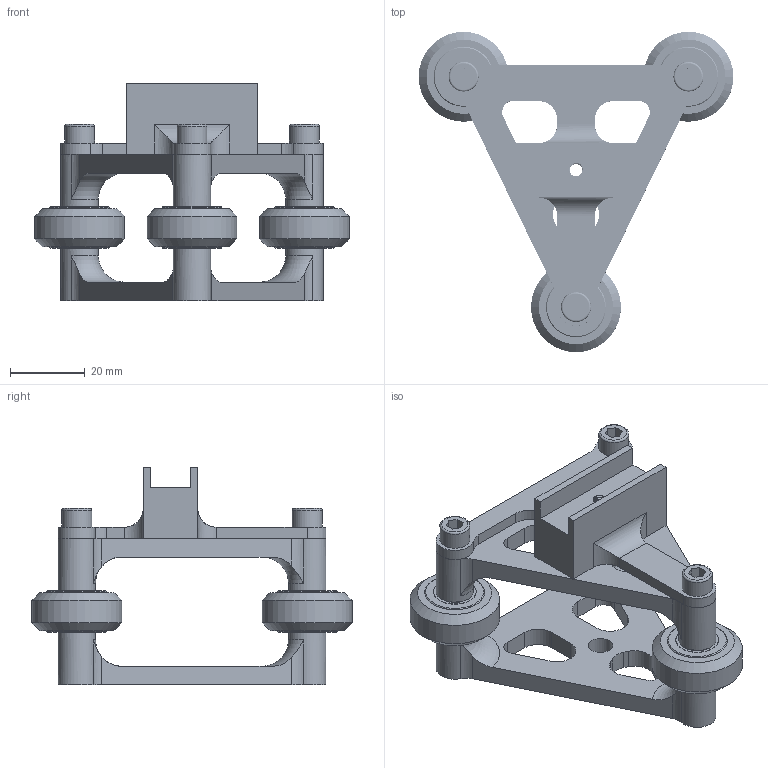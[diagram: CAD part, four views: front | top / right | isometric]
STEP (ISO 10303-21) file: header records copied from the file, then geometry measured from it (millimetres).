
FILE_DESCRIPTION(/* description */ (''),/* implementation_level */ '2;1');
FILE_NAME(/* name */ '3D_Printed_Gantry_Assembly.step',/* time_stamp */ '2020-02-06T21:40:51-05:00',/* author */ (''),/* organization */ (''),/* preprocessor_version */ 'ST-DEVELOPER v18',/* originating_system */ 'Autodesk Translation Framework v8.12.0.6',/* authorisation */ '');
FILE_SCHEMA (('AUTOMOTIVE_DESIGN { 1 0 10303 214 3 1 1 }'));
Length unit declared in the file: millimetre
Products named in the file (11): belt_holder; camera dolly v10; Wheel, V-slot Rail 625-2Z Bearing v4; Wheel, V-slot Rail 625-2Z Bearing v4_1; Wheel, V-slot Rail 625-2Z Bearing v4_2; 6153K690_625-2RS SST BALL BEARING, SEALED v2; 6153K690_625-2RS SST BALL BEARING, SEALED v2 (1); Wheel, V-slot Rail for 625 Bearing; 91166A240 WSR, FLAT, M5, STL/Z v1; Top Plate; M5 Screw
Assembly tree (20 placements, depth 3):
  belt_holder
    camera dolly v10
    Wheel, V-slot Rail 625-2Z Bearing v4
      6153K690_625-2RS SST BALL BEARING, SEALED v2
      6153K690_625-2RS SST BALL BEARING, SEALED v2 (1)
      Wheel, V-slot Rail for 625 Bearing
      91166A240 WSR, FLAT, M5, STL/Z v1
    Wheel, V-slot Rail 625-2Z Bearing v4_1
      6153K690_625-2RS SST BALL BEARING, SEALED v2
      6153K690_625-2RS SST BALL BEARING, SEALED v2 (1)
      Wheel, V-slot Rail for 625 Bearing
      91166A240 WSR, FLAT, M5, STL/Z v1
    Wheel, V-slot Rail 625-2Z Bearing v4_2
      6153K690_625-2RS SST BALL BEARING, SEALED v2
      6153K690_625-2RS SST BALL BEARING, SEALED v2 (1)
      Wheel, V-slot Rail for 625 Bearing
      91166A240 WSR, FLAT, M5, STL/Z v1
    Top Plate
    M5 Screw  x3
Bounding box: 84 x 85.5 x 58.12 mm (x, y, z)
Volume: 48978.3 mm3; surface area: 39046.1 mm2
Topology: 108 solids, 108 shells, 884 faces, 2467 edges, 1667 vertices
Faces by surface type: cylinder 593, plane 154, sphere 72, cone 30, torus 21, bspline 14
Full cylindrical faces by diameter (mm): 3.332 x21, 3.99 x135, 4.109 x21, 4.234 x54, 4.901 x132, 5 x12, 5.12 x63, 5.3 x3, 6.45 x2, 8 x3, 9.533 x24, 10 x9, 11.467 x24, 14 x3, 15.5 x6, 16 x6, 24 x3
Entity records: 30252 total; most frequent: CARTESIAN_POINT 17958, ORIENTED_EDGE 2678, DIRECTION 2155, EDGE_CURVE 1339, VERTEX_POINT 921, AXIS2_PLACEMENT_3D 823, EDGE_LOOP 558, B_SPLINE_CURVE_WITH_KNOTS 526
